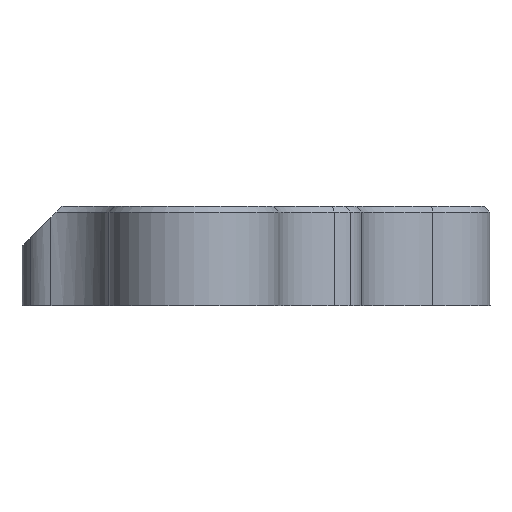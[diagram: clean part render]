
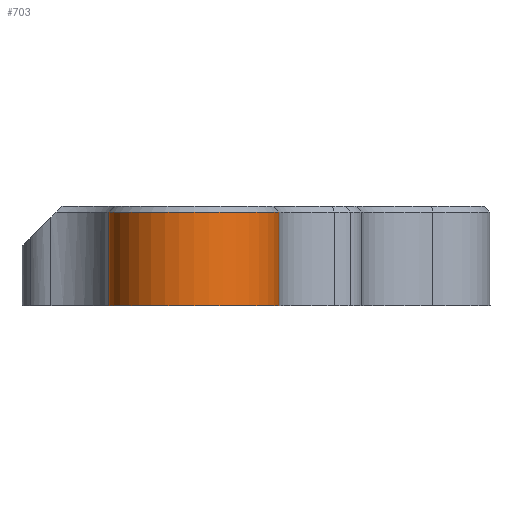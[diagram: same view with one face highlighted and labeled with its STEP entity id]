
A CAD part, left-side view. The second image highlights one B-rep face of the part: STEP entity #703.
In plain terms, the highlighted cylindrical face has radius 4.25 mm (diameter 8.5 mm), a partial arc.
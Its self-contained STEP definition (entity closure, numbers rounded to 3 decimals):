
#63 = CARTESIAN_POINT ( 'NONE',  ( 15.8, -36.744, 0. ) ) ;
#105 = VERTEX_POINT ( 'NONE', #978 ) ;
#414 = AXIS2_PLACEMENT_3D ( 'NONE', #3027, #2723, #596 ) ;
#596 = DIRECTION ( 'NONE',  ( 0., -1., 0. ) ) ;
#622 = DIRECTION ( 'NONE',  ( 0., -1., 0. ) ) ;
#668 = CIRCLE ( 'NONE', #414, 4.25 ) ;
#682 = DIRECTION ( 'NONE',  ( 0., 0., 1. ) ) ;
#703 = ADVANCED_FACE ( 'NONE', ( #1258 ), #3414, .T. ) ;
#802 = EDGE_CURVE ( 'NONE', #868, #105, #3467, .T. ) ;
#857 = DIRECTION ( 'NONE',  ( 0., 0., -1. ) ) ;
#868 = VERTEX_POINT ( 'NONE', #3772 ) ;
#899 = VERTEX_POINT ( 'NONE', #2254 ) ;
#978 = CARTESIAN_POINT ( 'NONE',  ( 15.8, -32.494, 0. ) ) ;
#1091 = LINE ( 'NONE', #1732, #1911 ) ;
#1172 = AXIS2_PLACEMENT_3D ( 'NONE', #1541, #2754, #622 ) ;
#1258 = FACE_OUTER_BOUND ( 'NONE', #3907, .T. ) ;
#1541 = CARTESIAN_POINT ( 'NONE',  ( 15.8, -36.744, 3. ) ) ;
#1605 = EDGE_CURVE ( 'NONE', #899, #868, #1091, .T. ) ;
#1732 = CARTESIAN_POINT ( 'NONE',  ( 15.8, -40.994, 5. ) ) ;
#1899 = DIRECTION ( 'NONE',  ( 0., -1., 0. ) ) ;
#1911 = VECTOR ( 'NONE', #3509, 1000. ) ;
#2013 = ORIENTED_EDGE ( 'NONE', *, *, #2259, .F. ) ;
#2254 = CARTESIAN_POINT ( 'NONE',  ( 15.8, -40.994, 4.7 ) ) ;
#2259 = EDGE_CURVE ( 'NONE', #3843, #105, #2690, .T. ) ;
#2266 = CARTESIAN_POINT ( 'NONE',  ( 15.8, -32.494, 4.7 ) ) ;
#2369 = CARTESIAN_POINT ( 'NONE',  ( 15.8, -32.494, 5. ) ) ;
#2690 = LINE ( 'NONE', #2369, #3682 ) ;
#2723 = DIRECTION ( 'NONE',  ( 0., 0., 1. ) ) ;
#2754 = DIRECTION ( 'NONE',  ( 0., 0., -1. ) ) ;
#3009 = ORIENTED_EDGE ( 'NONE', *, *, #3450, .F. ) ;
#3027 = CARTESIAN_POINT ( 'NONE',  ( 15.8, -36.744, 4.7 ) ) ;
#3318 = ORIENTED_EDGE ( 'NONE', *, *, #1605, .T. ) ;
#3340 = AXIS2_PLACEMENT_3D ( 'NONE', #63, #682, #1899 ) ;
#3414 = CYLINDRICAL_SURFACE ( 'NONE', #1172, 4.25 ) ;
#3450 = EDGE_CURVE ( 'NONE', #899, #3843, #668, .T. ) ;
#3467 = CIRCLE ( 'NONE', #3340, 4.25 ) ;
#3509 = DIRECTION ( 'NONE',  ( 0., 0., -1. ) ) ;
#3682 = VECTOR ( 'NONE', #857, 1000. ) ;
#3699 = ORIENTED_EDGE ( 'NONE', *, *, #802, .T. ) ;
#3772 = CARTESIAN_POINT ( 'NONE',  ( 15.8, -40.994, 0. ) ) ;
#3843 = VERTEX_POINT ( 'NONE', #2266 ) ;
#3907 = EDGE_LOOP ( 'NONE', ( #3009, #3318, #3699, #2013 ) ) ;
